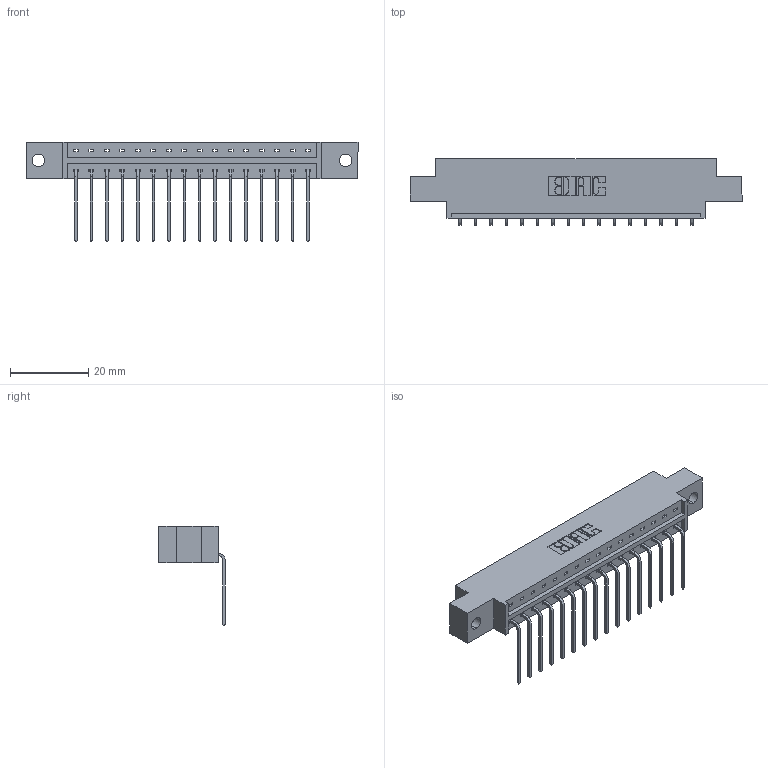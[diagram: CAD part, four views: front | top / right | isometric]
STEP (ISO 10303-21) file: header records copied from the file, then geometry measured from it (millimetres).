
FILE_DESCRIPTION (( 'STEP AP203' ), '1' );
FILE_NAME ('833-016-559-602.STEP', '2020-05-31T19:11:30', ( '' ), ( '' ), 'SwSTEP 2.0', 'SolidWorks 2020', '' );
FILE_SCHEMA (( 'CONFIG_CONTROL_DESIGN' ));
Length unit declared in the file: inch
Products named in the file (3): 833-016-559-602; 833 Part_Offset - .128 Dia; 345-292-001_558 559 Tail - 1
Assembly tree (17 placements, depth 2):
  833-016-559-602
    833 Part_Offset - .128 Dia
    345-292-001_558 559 Tail - 1  x16
Bounding box: 84.94 x 17.09 x 25.53 mm (x, y, z)
Volume: 8112.3 mm3; surface area: 8859.9 mm2
Topology: 17 solids, 17 shells, 1078 faces, 3235 edges, 2134 vertices
Faces by surface type: plane 778, cylinder 300
Entity records: 13363 total; most frequent: CARTESIAN_POINT 2318, ORIENTED_EDGE 2270, DIRECTION 2007, EDGE_CURVE 1135, LINE 1007, VECTOR 1007, VERTEX_POINT 754, AXIS2_PLACEMENT_3D 500
